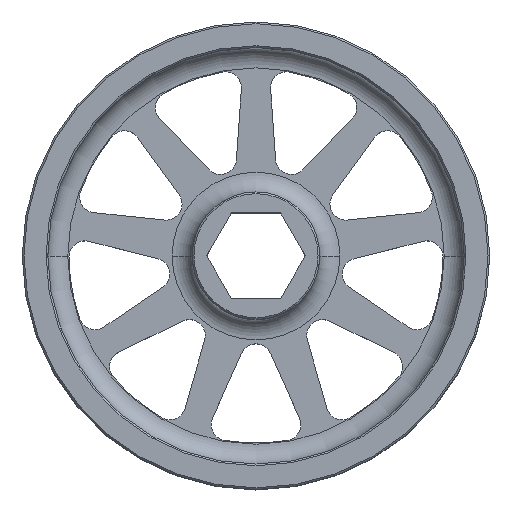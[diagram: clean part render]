
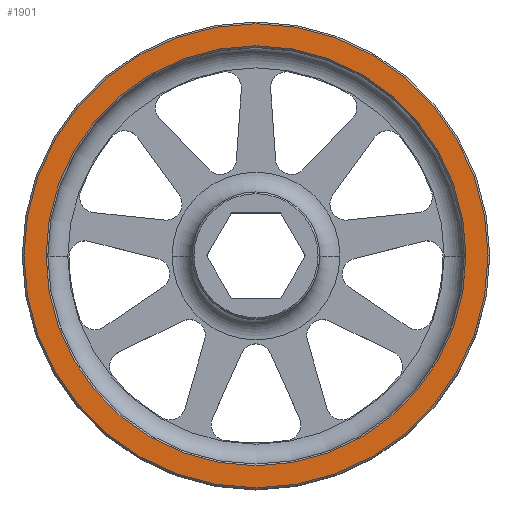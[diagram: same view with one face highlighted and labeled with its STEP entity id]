
A CAD part, top view. The second image highlights one B-rep face of the part: STEP entity #1901.
In plain terms, the highlighted planar face has unit normal (0, 0, 1).
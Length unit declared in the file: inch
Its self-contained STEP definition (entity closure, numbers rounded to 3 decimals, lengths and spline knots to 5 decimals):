
#131 = CIRCLE ( 'NONE', #1383, 1.365 ) ;
#260 = EDGE_LOOP ( 'NONE', ( #2075, #4155 ) ) ;
#365 = DIRECTION ( 'NONE',  ( 0., 0., -1. ) ) ;
#410 = CARTESIAN_POINT ( 'NONE',  ( -1.365, 0., 0.8125 ) ) ;
#670 = CIRCLE ( 'NONE', #2176, 1.235 ) ;
#736 = VERTEX_POINT ( 'NONE', #1091 ) ;
#874 = VERTEX_POINT ( 'NONE', #3289 ) ;
#910 = DIRECTION ( 'NONE',  ( 1., 0., 0. ) ) ;
#981 = VERTEX_POINT ( 'NONE', #410 ) ;
#1091 = CARTESIAN_POINT ( 'NONE',  ( 1.365, 0., 0.8125 ) ) ;
#1237 = AXIS2_PLACEMENT_3D ( 'NONE', #1286, #2404, #4291 ) ;
#1259 = CARTESIAN_POINT ( 'NONE',  ( 1.235, 0., 0.8125 ) ) ;
#1286 = CARTESIAN_POINT ( 'NONE',  ( -1.375, 0., 0.8125 ) ) ;
#1383 = AXIS2_PLACEMENT_3D ( 'NONE', #3936, #3563, #910 ) ;
#1473 = DIRECTION ( 'NONE',  ( 0., 0., -1. ) ) ;
#1477 = CIRCLE ( 'NONE', #4300, 1.235 ) ;
#1635 = EDGE_CURVE ( 'NONE', #874, #4033, #670, .T. ) ;
#1785 = DIRECTION ( 'NONE',  ( 1., 0., 0. ) ) ;
#1901 = ADVANCED_FACE ( 'NONE', ( #3128, #3554 ), #3173, .T. ) ;
#2075 = ORIENTED_EDGE ( 'NONE', *, *, #4538, .T. ) ;
#2176 = AXIS2_PLACEMENT_3D ( 'NONE', #4093, #1473, #2564 ) ;
#2227 = CARTESIAN_POINT ( 'NONE',  ( 0., 0., 0.8125 ) ) ;
#2404 = DIRECTION ( 'NONE',  ( 0., 0., 1. ) ) ;
#2511 = DIRECTION ( 'NONE',  ( 0., 0., 1. ) ) ;
#2564 = DIRECTION ( 'NONE',  ( 1., 0., 0. ) ) ;
#2599 = AXIS2_PLACEMENT_3D ( 'NONE', #2227, #2511, #3656 ) ;
#2674 = CARTESIAN_POINT ( 'NONE',  ( 0., 0., 0.8125 ) ) ;
#3128 = FACE_OUTER_BOUND ( 'NONE', #4817, .T. ) ;
#3173 = PLANE ( 'NONE',  #1237 ) ;
#3289 = CARTESIAN_POINT ( 'NONE',  ( -1.235, 0., 0.8125 ) ) ;
#3554 = FACE_BOUND ( 'NONE', #260, .T. ) ;
#3563 = DIRECTION ( 'NONE',  ( 0., 0., 1. ) ) ;
#3635 = ORIENTED_EDGE ( 'NONE', *, *, #3651, .T. ) ;
#3651 = EDGE_CURVE ( 'NONE', #736, #981, #131, .T. ) ;
#3656 = DIRECTION ( 'NONE',  ( 1., 0., 0. ) ) ;
#3785 = CIRCLE ( 'NONE', #2599, 1.365 ) ;
#3936 = CARTESIAN_POINT ( 'NONE',  ( 0., 0., 0.8125 ) ) ;
#3970 = ORIENTED_EDGE ( 'NONE', *, *, #4702, .T. ) ;
#4033 = VERTEX_POINT ( 'NONE', #1259 ) ;
#4093 = CARTESIAN_POINT ( 'NONE',  ( 0., 0., 0.8125 ) ) ;
#4155 = ORIENTED_EDGE ( 'NONE', *, *, #1635, .T. ) ;
#4291 = DIRECTION ( 'NONE',  ( 1., 0., 0. ) ) ;
#4300 = AXIS2_PLACEMENT_3D ( 'NONE', #2674, #365, #1785 ) ;
#4538 = EDGE_CURVE ( 'NONE', #4033, #874, #1477, .T. ) ;
#4702 = EDGE_CURVE ( 'NONE', #981, #736, #3785, .T. ) ;
#4817 = EDGE_LOOP ( 'NONE', ( #3970, #3635 ) ) ;
